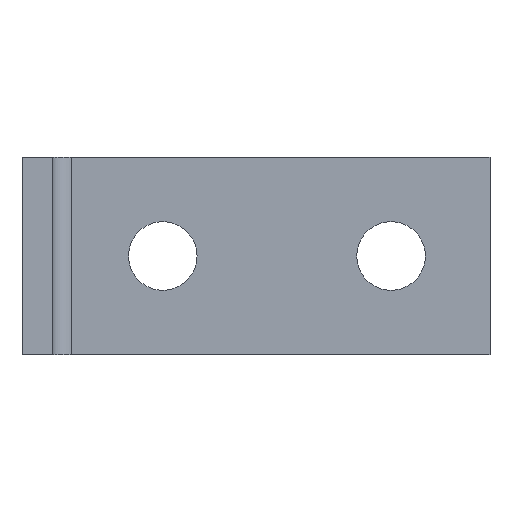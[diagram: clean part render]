
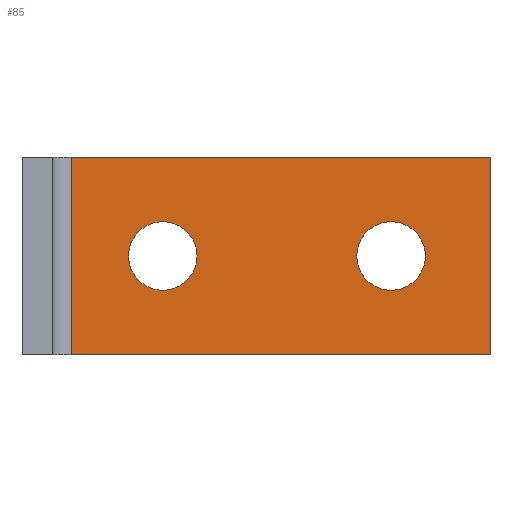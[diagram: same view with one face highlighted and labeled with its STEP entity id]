
A CAD part, front view. The second image highlights one B-rep face of the part: STEP entity #85.
In plain terms, the highlighted planar face has unit normal (0, -1, 0).
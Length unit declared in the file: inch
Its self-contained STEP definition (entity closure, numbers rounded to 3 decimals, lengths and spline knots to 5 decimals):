
#85=ADVANCED_FACE('',(#173,#174,#175),#176,.T.);
#173=FACE_BOUND('',#364,.T.);
#174=FACE_BOUND('',#365,.T.);
#175=FACE_OUTER_BOUND('',#366,.T.);
#176=PLANE('',#367);
#364=EDGE_LOOP('',(#524,#525,#526,#527));
#365=EDGE_LOOP('',(#528,#529,#530,#531));
#366=EDGE_LOOP('',(#532,#533,#534,#535));
#367=AXIS2_PLACEMENT_3D('',#536,#537,#538);
#524=ORIENTED_EDGE('',*,*,#629,.T.);
#525=ORIENTED_EDGE('',*,*,#655,.T.);
#526=ORIENTED_EDGE('',*,*,#676,.T.);
#527=ORIENTED_EDGE('',*,*,#672,.T.);
#528=ORIENTED_EDGE('',*,*,#668,.T.);
#529=ORIENTED_EDGE('',*,*,#693,.T.);
#530=ORIENTED_EDGE('',*,*,#679,.T.);
#531=ORIENTED_EDGE('',*,*,#650,.T.);
#532=ORIENTED_EDGE('',*,*,#694,.T.);
#533=ORIENTED_EDGE('',*,*,#695,.F.);
#534=ORIENTED_EDGE('',*,*,#696,.T.);
#535=ORIENTED_EDGE('',*,*,#697,.T.);
#536=CARTESIAN_POINT('',(2.125,3.59375,0.0));
#537=DIRECTION('',(0.0,-1.0,0.0));
#538=DIRECTION('',(1.0,0.0,0.0));
#629=EDGE_CURVE('',#732,#733,#734,.T.);
#650=EDGE_CURVE('',#769,#770,#771,.T.);
#655=EDGE_CURVE('',#733,#778,#779,.T.);
#668=EDGE_CURVE('',#770,#797,#798,.T.);
#672=EDGE_CURVE('',#803,#732,#804,.T.);
#676=EDGE_CURVE('',#778,#803,#809,.T.);
#679=EDGE_CURVE('',#812,#769,#813,.T.);
#693=EDGE_CURVE('',#797,#812,#830,.T.);
#694=EDGE_CURVE('',#831,#832,#833,.T.);
#695=EDGE_CURVE('',#834,#832,#835,.T.);
#696=EDGE_CURVE('',#834,#836,#837,.T.);
#697=EDGE_CURVE('',#836,#831,#838,.T.);
#732=VERTEX_POINT('',#883);
#733=VERTEX_POINT('',#884);
#734=B_SPLINE_CURVE_WITH_KNOTS('',3,(#885,#886,#887,#888),.UNSPECIFIED.,.F.,.F.,(4,4),(0.0,1.0),.UNSPECIFIED.);
#769=VERTEX_POINT('',#960);
#770=VERTEX_POINT('',#961);
#771=B_SPLINE_CURVE_WITH_KNOTS('',3,(#962,#963,#964,#965),.UNSPECIFIED.,.F.,.F.,(4,4),(0.0,1.0),.UNSPECIFIED.);
#778=VERTEX_POINT('',#977);
#779=B_SPLINE_CURVE_WITH_KNOTS('',3,(#978,#979,#980,#981),.UNSPECIFIED.,.F.,.F.,(4,4),(0.0,1.0),.UNSPECIFIED.);
#797=VERTEX_POINT('',#1013);
#798=B_SPLINE_CURVE_WITH_KNOTS('',3,(#1014,#1015,#1016,#1017),.UNSPECIFIED.,.F.,.F.,(4,4),(0.0,1.0),.UNSPECIFIED.);
#803=VERTEX_POINT('',#1026);
#804=B_SPLINE_CURVE_WITH_KNOTS('',3,(#1027,#1028,#1029,#1030),.UNSPECIFIED.,.F.,.F.,(4,4),(0.0,1.0),.UNSPECIFIED.);
#809=B_SPLINE_CURVE_WITH_KNOTS('',3,(#1039,#1040,#1041,#1042),.UNSPECIFIED.,.F.,.F.,(4,4),(0.0,1.0),.UNSPECIFIED.);
#812=VERTEX_POINT('',#1048);
#813=B_SPLINE_CURVE_WITH_KNOTS('',3,(#1049,#1050,#1051,#1052),.UNSPECIFIED.,.F.,.F.,(4,4),(0.0,1.0),.UNSPECIFIED.);
#830=B_SPLINE_CURVE_WITH_KNOTS('',3,(#1087,#1088,#1089,#1090),.UNSPECIFIED.,.F.,.F.,(4,4),(0.0,1.0),.UNSPECIFIED.);
#831=VERTEX_POINT('',#1091);
#832=VERTEX_POINT('',#1092);
#833=LINE('',#1093,#1094);
#834=VERTEX_POINT('',#1095);
#835=LINE('',#1096,#1097);
#836=VERTEX_POINT('',#1098);
#837=LINE('',#1099,#1100);
#838=LINE('',#1101,#1102);
#883=CARTESIAN_POINT('',(3.3125,3.59375,0.81256));
#884=CARTESIAN_POINT('',(3.03125,3.59375,0.53131));
#885=CARTESIAN_POINT('',(3.3125,3.59375,0.81256));
#886=CARTESIAN_POINT('',(3.3125,3.59375,0.65723));
#887=CARTESIAN_POINT('',(3.18658,3.59375,0.53131));
#888=CARTESIAN_POINT('',(3.03125,3.59375,0.53131));
#960=CARTESIAN_POINT('',(1.15625,3.59375,1.09381));
#961=CARTESIAN_POINT('',(1.4375,3.59375,0.81256));
#962=CARTESIAN_POINT('',(1.15625,3.59375,1.09381));
#963=CARTESIAN_POINT('',(1.31158,3.59375,1.09381));
#964=CARTESIAN_POINT('',(1.4375,3.59375,0.96789));
#965=CARTESIAN_POINT('',(1.4375,3.59375,0.81256));
#977=CARTESIAN_POINT('',(2.75,3.59375,0.81256));
#978=CARTESIAN_POINT('',(3.03125,3.59375,0.53131));
#979=CARTESIAN_POINT('',(2.87592,3.59375,0.53131));
#980=CARTESIAN_POINT('',(2.75,3.59375,0.65723));
#981=CARTESIAN_POINT('',(2.75,3.59375,0.81256));
#1013=CARTESIAN_POINT('',(1.15625,3.59375,0.53131));
#1014=CARTESIAN_POINT('',(1.4375,3.59375,0.81256));
#1015=CARTESIAN_POINT('',(1.4375,3.59375,0.65723));
#1016=CARTESIAN_POINT('',(1.31158,3.59375,0.53131));
#1017=CARTESIAN_POINT('',(1.15625,3.59375,0.53131));
#1026=CARTESIAN_POINT('',(3.03125,3.59375,1.09381));
#1027=CARTESIAN_POINT('',(3.03125,3.59375,1.09381));
#1028=CARTESIAN_POINT('',(3.18658,3.59375,1.09381));
#1029=CARTESIAN_POINT('',(3.3125,3.59375,0.96789));
#1030=CARTESIAN_POINT('',(3.3125,3.59375,0.81256));
#1039=CARTESIAN_POINT('',(2.75,3.59375,0.81256));
#1040=CARTESIAN_POINT('',(2.75,3.59375,0.96789));
#1041=CARTESIAN_POINT('',(2.87592,3.59375,1.09381));
#1042=CARTESIAN_POINT('',(3.03125,3.59375,1.09381));
#1048=CARTESIAN_POINT('',(0.875,3.59375,0.81256));
#1049=CARTESIAN_POINT('',(0.875,3.59375,0.81256));
#1050=CARTESIAN_POINT('',(0.875,3.59375,0.96789));
#1051=CARTESIAN_POINT('',(1.00092,3.59375,1.09381));
#1052=CARTESIAN_POINT('',(1.15625,3.59375,1.09381));
#1087=CARTESIAN_POINT('',(1.15625,3.59375,0.53131));
#1088=CARTESIAN_POINT('',(1.00092,3.59375,0.53131));
#1089=CARTESIAN_POINT('',(0.875,3.59375,0.65723));
#1090=CARTESIAN_POINT('',(0.875,3.59375,0.81256));
#1091=CARTESIAN_POINT('',(3.84375,3.59375,1.625));
#1092=CARTESIAN_POINT('',(0.40625,3.59375,1.625));
#1093=CARTESIAN_POINT('',(0.40625,3.59375,1.625));
#1094=VECTOR('',#1183,1.0);
#1095=CARTESIAN_POINT('',(0.40625,3.59375,0.0));
#1096=CARTESIAN_POINT('',(0.40625,3.59375,0.0));
#1097=VECTOR('',#1184,1.0);
#1098=CARTESIAN_POINT('',(3.84375,3.59375,0.0));
#1099=CARTESIAN_POINT('',(0.40625,3.59375,0.0));
#1100=VECTOR('',#1185,1.0);
#1101=CARTESIAN_POINT('',(3.84375,3.59375,0.0));
#1102=VECTOR('',#1186,1.0);
#1183=DIRECTION('',(-1.0,-0.0,-0.0));
#1184=DIRECTION('',(0.0,0.0,1.0));
#1185=DIRECTION('',(1.0,0.0,0.0));
#1186=DIRECTION('',(0.0,0.0,1.0));
